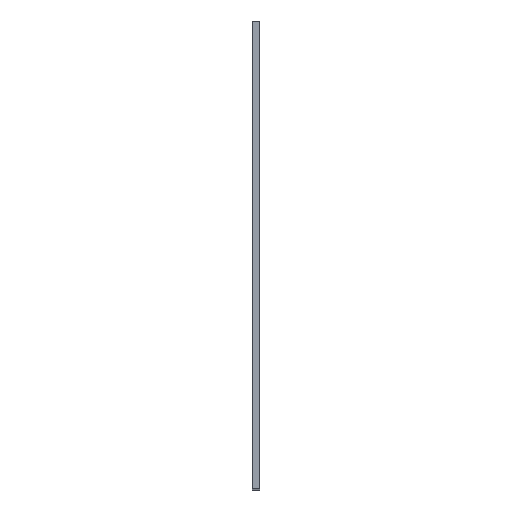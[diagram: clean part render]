
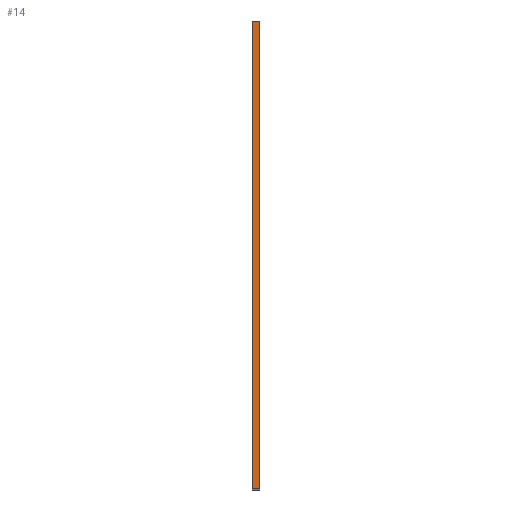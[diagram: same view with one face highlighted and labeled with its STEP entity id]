
A CAD part, top view. The second image highlights one B-rep face of the part: STEP entity #14.
In plain terms, the highlighted planar face has unit normal (0, 0, 1).
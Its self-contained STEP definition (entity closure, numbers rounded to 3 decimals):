
#14 = ADVANCED_FACE ( 'NONE', ( #1584 ), #955, .F. ) ;
#236 = EDGE_CURVE ( 'NONE', #2073, #2135, #1121, .T. ) ;
#238 = EDGE_CURVE ( 'NONE', #2100, #2073, #1107, .T. ) ;
#271 = ORIENTED_EDGE ( 'NONE', *, *, #1066, .T. ) ;
#272 = ORIENTED_EDGE ( 'NONE', *, *, #482, .F. ) ;
#273 = ORIENTED_EDGE ( 'NONE', *, *, #236, .F. ) ;
#274 = ORIENTED_EDGE ( 'NONE', *, *, #238, .F. ) ;
#288 = EDGE_LOOP ( 'NONE', ( #271, #272, #273, #274 ) ) ;
#380 = VECTOR ( 'NONE', #1919, 1000. ) ;
#382 = LINE ( 'NONE', #1921, #380 ) ;
#482 = EDGE_CURVE ( 'NONE', #2135, #2134, #777, .T. ) ;
#495 = AXIS2_PLACEMENT_3D ( 'NONE', #963, #953, #952 ) ;
#772 = VECTOR ( 'NONE', #1768, 1000. ) ;
#777 = LINE ( 'NONE', #1816, #772 ) ;
#952 = DIRECTION ( 'NONE',  ( -1., 0., 0. ) ) ;
#953 = DIRECTION ( 'NONE',  ( 0., 0., -1. ) ) ;
#955 = PLANE ( 'NONE',  #495 ) ;
#963 = CARTESIAN_POINT ( 'NONE',  ( 1.5, 94.21, 113. ) ) ;
#1066 = EDGE_CURVE ( 'NONE', #2100, #2134, #382, .T. ) ;
#1104 = VECTOR ( 'NONE', #1351, 1000. ) ;
#1107 = LINE ( 'NONE', #1352, #1104 ) ;
#1108 = VECTOR ( 'NONE', #1355, 1000. ) ;
#1121 = LINE ( 'NONE', #1364, #1108 ) ;
#1351 = DIRECTION ( 'NONE',  ( -1., 0., 0. ) ) ;
#1352 = CARTESIAN_POINT ( 'NONE',  ( 1.5, 0., 113. ) ) ;
#1355 = DIRECTION ( 'NONE',  ( 0., 1., 0. ) ) ;
#1364 = CARTESIAN_POINT ( 'NONE',  ( 0., 94.21, 113. ) ) ;
#1584 = FACE_OUTER_BOUND ( 'NONE', #288, .T. ) ;
#1768 = DIRECTION ( 'NONE',  ( 1., 0., 0. ) ) ;
#1771 = CARTESIAN_POINT ( 'NONE',  ( 0., 94.21, 113. ) ) ;
#1778 = CARTESIAN_POINT ( 'NONE',  ( 1.5, 94.21, 113. ) ) ;
#1789 = CARTESIAN_POINT ( 'NONE',  ( 1.5, 0., 113. ) ) ;
#1816 = CARTESIAN_POINT ( 'NONE',  ( 0., 94.21, 113. ) ) ;
#1819 = CARTESIAN_POINT ( 'NONE',  ( 0., 0., 113. ) ) ;
#1919 = DIRECTION ( 'NONE',  ( 0., 1., 0. ) ) ;
#1921 = CARTESIAN_POINT ( 'NONE',  ( 1.5, 94.21, 113. ) ) ;
#2073 = VERTEX_POINT ( 'NONE', #1819 ) ;
#2100 = VERTEX_POINT ( 'NONE', #1789 ) ;
#2134 = VERTEX_POINT ( 'NONE', #1778 ) ;
#2135 = VERTEX_POINT ( 'NONE', #1771 ) ;
